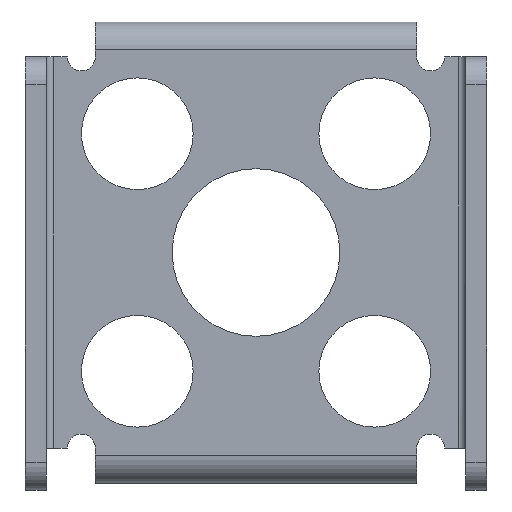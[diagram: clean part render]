
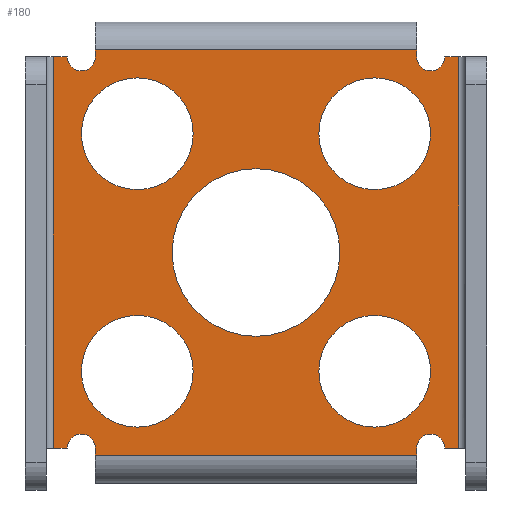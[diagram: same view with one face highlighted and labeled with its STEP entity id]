
A CAD part, front view. The second image highlights one B-rep face of the part: STEP entity #180.
In plain terms, the highlighted planar face has unit normal (0, -1, 0).
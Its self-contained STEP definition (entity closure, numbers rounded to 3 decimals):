
#180=ADVANCED_FACE('',(#310,#311,#312,#313,#314,#315),#263,.T.);
#263=PLANE('',#1730);
#310=FACE_BOUND('',#355,.T.);
#311=FACE_BOUND('',#356,.T.);
#312=FACE_BOUND('',#357,.T.);
#313=FACE_BOUND('',#358,.T.);
#314=FACE_BOUND('',#359,.T.);
#315=FACE_BOUND('',#360,.T.);
#355=EDGE_LOOP('',(#808,#809,#810,#811,#812,#813,#814,#815,#816,#817,#818,
#819,#820,#821,#822,#823));
#356=EDGE_LOOP('',(#824,#825));
#357=EDGE_LOOP('',(#826,#827));
#358=EDGE_LOOP('',(#828,#829));
#359=EDGE_LOOP('',(#830,#831));
#360=EDGE_LOOP('',(#832,#833));
#468=LINE('',#2473,#601);
#483=LINE('',#2538,#616);
#484=LINE('',#2540,#617);
#485=LINE('',#2541,#618);
#486=LINE('',#2543,#619);
#487=LINE('',#2545,#620);
#488=LINE('',#2549,#621);
#489=LINE('',#2551,#622);
#490=LINE('',#2553,#623);
#491=LINE('',#2557,#624);
#492=LINE('',#2559,#625);
#493=LINE('',#2561,#626);
#601=VECTOR('',#1933,1.);
#616=VECTOR('',#1986,1.);
#617=VECTOR('',#1987,1.);
#618=VECTOR('',#1988,1.);
#619=VECTOR('',#1989,1.);
#620=VECTOR('',#1990,1.);
#621=VECTOR('',#1993,1.);
#622=VECTOR('',#1994,1.);
#623=VECTOR('',#1995,1.);
#624=VECTOR('',#1998,1.);
#625=VECTOR('',#1999,1.);
#626=VECTOR('',#2000,1.);
#808=ORIENTED_EDGE('',*,*,#1405,.F.);
#809=ORIENTED_EDGE('',*,*,#1406,.F.);
#810=ORIENTED_EDGE('',*,*,#1404,.F.);
#811=ORIENTED_EDGE('',*,*,#1407,.T.);
#812=ORIENTED_EDGE('',*,*,#1408,.F.);
#813=ORIENTED_EDGE('',*,*,#1409,.T.);
#814=ORIENTED_EDGE('',*,*,#1410,.F.);
#815=ORIENTED_EDGE('',*,*,#1411,.F.);
#816=ORIENTED_EDGE('',*,*,#1412,.T.);
#817=ORIENTED_EDGE('',*,*,#1413,.T.);
#818=ORIENTED_EDGE('',*,*,#1414,.F.);
#819=ORIENTED_EDGE('',*,*,#1415,.T.);
#820=ORIENTED_EDGE('',*,*,#1416,.T.);
#821=ORIENTED_EDGE('',*,*,#1417,.T.);
#822=ORIENTED_EDGE('',*,*,#1418,.F.);
#823=ORIENTED_EDGE('',*,*,#1374,.T.);
#824=ORIENTED_EDGE('',*,*,#1419,.T.);
#825=ORIENTED_EDGE('',*,*,#1420,.T.);
#826=ORIENTED_EDGE('',*,*,#1421,.T.);
#827=ORIENTED_EDGE('',*,*,#1422,.T.);
#828=ORIENTED_EDGE('',*,*,#1423,.T.);
#829=ORIENTED_EDGE('',*,*,#1424,.T.);
#830=ORIENTED_EDGE('',*,*,#1425,.T.);
#831=ORIENTED_EDGE('',*,*,#1426,.T.);
#832=ORIENTED_EDGE('',*,*,#1427,.T.);
#833=ORIENTED_EDGE('',*,*,#1428,.T.);
#1218=VERTEX_POINT('',#2472);
#1219=VERTEX_POINT('',#2474);
#1244=VERTEX_POINT('',#2533);
#1245=VERTEX_POINT('',#2535);
#1246=VERTEX_POINT('',#2539);
#1247=VERTEX_POINT('',#2542);
#1248=VERTEX_POINT('',#2544);
#1249=VERTEX_POINT('',#2546);
#1250=VERTEX_POINT('',#2548);
#1251=VERTEX_POINT('',#2550);
#1252=VERTEX_POINT('',#2552);
#1253=VERTEX_POINT('',#2554);
#1254=VERTEX_POINT('',#2556);
#1255=VERTEX_POINT('',#2558);
#1256=VERTEX_POINT('',#2560);
#1257=VERTEX_POINT('',#2562);
#1258=VERTEX_POINT('',#2565);
#1259=VERTEX_POINT('',#2566);
#1260=VERTEX_POINT('',#2569);
#1261=VERTEX_POINT('',#2570);
#1262=VERTEX_POINT('',#2573);
#1263=VERTEX_POINT('',#2574);
#1264=VERTEX_POINT('',#2577);
#1265=VERTEX_POINT('',#2578);
#1266=VERTEX_POINT('',#2581);
#1267=VERTEX_POINT('',#2582);
#1374=EDGE_CURVE('',#1219,#1218,#468,.T.);
#1404=EDGE_CURVE('',#1245,#1244,#1604,.T.);
#1405=EDGE_CURVE('',#1246,#1218,#483,.T.);
#1406=EDGE_CURVE('',#1244,#1246,#484,.T.);
#1407=EDGE_CURVE('',#1245,#1247,#485,.T.);
#1408=EDGE_CURVE('',#1248,#1247,#486,.T.);
#1409=EDGE_CURVE('',#1248,#1249,#487,.T.);
#1410=EDGE_CURVE('',#1250,#1249,#1605,.T.);
#1411=EDGE_CURVE('',#1251,#1250,#488,.T.);
#1412=EDGE_CURVE('',#1251,#1252,#489,.T.);
#1413=EDGE_CURVE('',#1252,#1253,#490,.T.);
#1414=EDGE_CURVE('',#1254,#1253,#1606,.T.);
#1415=EDGE_CURVE('',#1254,#1255,#491,.T.);
#1416=EDGE_CURVE('',#1255,#1256,#492,.T.);
#1417=EDGE_CURVE('',#1256,#1257,#493,.T.);
#1418=EDGE_CURVE('',#1219,#1257,#1607,.T.);
#1419=EDGE_CURVE('',#1258,#1259,#1608,.T.);
#1420=EDGE_CURVE('',#1259,#1258,#1609,.T.);
#1421=EDGE_CURVE('',#1260,#1261,#1610,.T.);
#1422=EDGE_CURVE('',#1261,#1260,#1611,.T.);
#1423=EDGE_CURVE('',#1262,#1263,#1612,.T.);
#1424=EDGE_CURVE('',#1263,#1262,#1613,.T.);
#1425=EDGE_CURVE('',#1264,#1265,#1614,.T.);
#1426=EDGE_CURVE('',#1265,#1264,#1615,.T.);
#1427=EDGE_CURVE('',#1266,#1267,#1616,.T.);
#1428=EDGE_CURVE('',#1267,#1266,#1617,.T.);
#1604=CIRCLE('',#1715,1.);
#1605=CIRCLE('',#1717,1.);
#1606=CIRCLE('',#1718,1.);
#1607=CIRCLE('',#1719,1.);
#1608=CIRCLE('',#1720,6.);
#1609=CIRCLE('',#1721,6.);
#1610=CIRCLE('',#1722,4.);
#1611=CIRCLE('',#1723,4.);
#1612=CIRCLE('',#1724,4.);
#1613=CIRCLE('',#1725,4.);
#1614=CIRCLE('',#1726,4.);
#1615=CIRCLE('',#1727,4.);
#1616=CIRCLE('',#1728,4.);
#1617=CIRCLE('',#1729,4.);
#1715=AXIS2_PLACEMENT_3D('',#2536,#1982,#1983);
#1717=AXIS2_PLACEMENT_3D('',#2547,#1991,#1992);
#1718=AXIS2_PLACEMENT_3D('',#2555,#1996,#1997);
#1719=AXIS2_PLACEMENT_3D('',#2563,#2001,#2002);
#1720=AXIS2_PLACEMENT_3D('',#2564,#2003,#2004);
#1721=AXIS2_PLACEMENT_3D('',#2567,#2005,#2006);
#1722=AXIS2_PLACEMENT_3D('',#2568,#2007,#2008);
#1723=AXIS2_PLACEMENT_3D('',#2571,#2009,#2010);
#1724=AXIS2_PLACEMENT_3D('',#2572,#2011,#2012);
#1725=AXIS2_PLACEMENT_3D('',#2575,#2013,#2014);
#1726=AXIS2_PLACEMENT_3D('',#2576,#2015,#2016);
#1727=AXIS2_PLACEMENT_3D('',#2579,#2017,#2018);
#1728=AXIS2_PLACEMENT_3D('',#2580,#2019,#2020);
#1729=AXIS2_PLACEMENT_3D('',#2583,#2021,#2022);
#1730=AXIS2_PLACEMENT_3D('',#2584,#2023,#2024);
#1933=DIRECTION('',(1.,0.,0.));
#1982=DIRECTION('',(0.,-1.,0.));
#1983=DIRECTION('',(-1.,0.,0.));
#1986=DIRECTION('',(0.,0.,-1.));
#1987=DIRECTION('',(1.,0.,0.));
#1988=DIRECTION('',(0.,0.,1.));
#1989=DIRECTION('',(1.,0.,0.));
#1990=DIRECTION('',(0.,0.,-1.));
#1991=DIRECTION('',(0.,-1.,0.));
#1992=DIRECTION('',(-1.,0.,0.));
#1993=DIRECTION('',(1.,0.,0.));
#1994=DIRECTION('',(0.,0.,-1.));
#1995=DIRECTION('',(1.,0.,0.));
#1996=DIRECTION('',(0.,-1.,0.));
#1997=DIRECTION('',(1.,0.,0.));
#1998=DIRECTION('',(0.,0.,-1.));
#1999=DIRECTION('',(1.,0.,0.));
#2000=DIRECTION('',(0.,0.,1.));
#2001=DIRECTION('',(0.,-1.,0.));
#2002=DIRECTION('',(1.,0.,0.));
#2003=DIRECTION('',(0.,1.,0.));
#2004=DIRECTION('',(1.,0.,0.));
#2005=DIRECTION('',(0.,1.,0.));
#2006=DIRECTION('',(-1.,0.,0.));
#2007=DIRECTION('',(0.,1.,0.));
#2008=DIRECTION('',(1.,0.,0.));
#2009=DIRECTION('',(0.,1.,0.));
#2010=DIRECTION('',(-1.,0.,0.));
#2011=DIRECTION('',(0.,1.,0.));
#2012=DIRECTION('',(1.,0.,0.));
#2013=DIRECTION('',(0.,1.,0.));
#2014=DIRECTION('',(-1.,0.,0.));
#2015=DIRECTION('',(0.,1.,0.));
#2016=DIRECTION('',(1.,0.,0.));
#2017=DIRECTION('',(0.,1.,0.));
#2018=DIRECTION('',(-1.,0.,0.));
#2019=DIRECTION('',(0.,1.,0.));
#2020=DIRECTION('',(1.,0.,0.));
#2021=DIRECTION('',(0.,1.,0.));
#2022=DIRECTION('',(-1.,0.,0.));
#2023=DIRECTION('',(0.,-1.,0.));
#2024=DIRECTION('',(-1.,0.,0.));
#2472=CARTESIAN_POINT('',(96.5,13.,-9.002));
#2473=CARTESIAN_POINT('',(95.5,13.,-9.002));
#2474=CARTESIAN_POINT('',(95.5,13.,-9.001));
#2533=CARTESIAN_POINT('',(95.5,13.,19.));
#2535=CARTESIAN_POINT('',(93.5,13.,19.));
#2536=CARTESIAN_POINT('',(94.5,13.,19.));
#2538=CARTESIAN_POINT('',(96.5,13.,19.));
#2539=CARTESIAN_POINT('',(96.5,13.,19.));
#2540=CARTESIAN_POINT('',(95.5,13.,19.));
#2541=CARTESIAN_POINT('',(93.5,13.,19.));
#2542=CARTESIAN_POINT('',(93.5,13.,19.5));
#2543=CARTESIAN_POINT('',(70.5,13.,19.5));
#2544=CARTESIAN_POINT('',(70.5,13.,19.5));
#2545=CARTESIAN_POINT('',(70.5,13.,19.5));
#2546=CARTESIAN_POINT('',(70.5,13.,19.));
#2547=CARTESIAN_POINT('',(69.5,13.,19.));
#2548=CARTESIAN_POINT('',(68.5,13.,19.));
#2549=CARTESIAN_POINT('',(67.5,13.,19.));
#2550=CARTESIAN_POINT('',(67.5,13.,19.));
#2551=CARTESIAN_POINT('',(67.5,13.,19.));
#2552=CARTESIAN_POINT('',(67.5,13.,-9.));
#2553=CARTESIAN_POINT('',(67.5,13.,-9.));
#2554=CARTESIAN_POINT('',(68.5,13.,-9.));
#2555=CARTESIAN_POINT('',(69.5,13.,-9.));
#2556=CARTESIAN_POINT('',(70.5,13.,-9.));
#2557=CARTESIAN_POINT('',(70.5,13.,-9.));
#2558=CARTESIAN_POINT('',(70.5,13.,-9.5));
#2559=CARTESIAN_POINT('',(70.5,13.,-9.5));
#2560=CARTESIAN_POINT('',(93.5,13.,-9.5));
#2561=CARTESIAN_POINT('',(93.5,13.,-9.5));
#2562=CARTESIAN_POINT('',(93.5,13.,-9.));
#2563=CARTESIAN_POINT('',(94.5,13.,-9.));
#2564=CARTESIAN_POINT('',(82.,13.,5.));
#2565=CARTESIAN_POINT('',(88.,13.,5.));
#2566=CARTESIAN_POINT('',(76.,13.,5.));
#2567=CARTESIAN_POINT('',(82.,13.,5.));
#2568=CARTESIAN_POINT('',(90.5,13.,-3.5));
#2569=CARTESIAN_POINT('',(94.5,13.,-3.5));
#2570=CARTESIAN_POINT('',(86.5,13.,-3.5));
#2571=CARTESIAN_POINT('',(90.5,13.,-3.5));
#2572=CARTESIAN_POINT('',(73.5,13.,-3.5));
#2573=CARTESIAN_POINT('',(77.5,13.,-3.5));
#2574=CARTESIAN_POINT('',(69.5,13.,-3.5));
#2575=CARTESIAN_POINT('',(73.5,13.,-3.5));
#2576=CARTESIAN_POINT('',(90.5,13.,13.5));
#2577=CARTESIAN_POINT('',(94.5,13.,13.5));
#2578=CARTESIAN_POINT('',(86.5,13.,13.5));
#2579=CARTESIAN_POINT('',(90.5,13.,13.5));
#2580=CARTESIAN_POINT('',(73.5,13.,13.5));
#2581=CARTESIAN_POINT('',(77.5,13.,13.5));
#2582=CARTESIAN_POINT('',(69.5,13.,13.5));
#2583=CARTESIAN_POINT('',(73.5,13.,13.5));
#2584=CARTESIAN_POINT('',(67.5,13.,19.));
